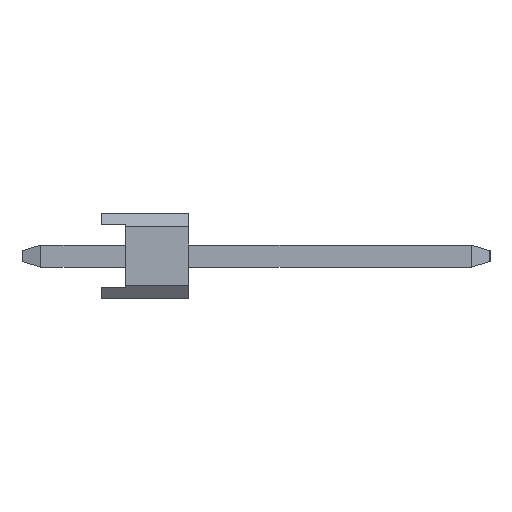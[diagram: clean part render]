
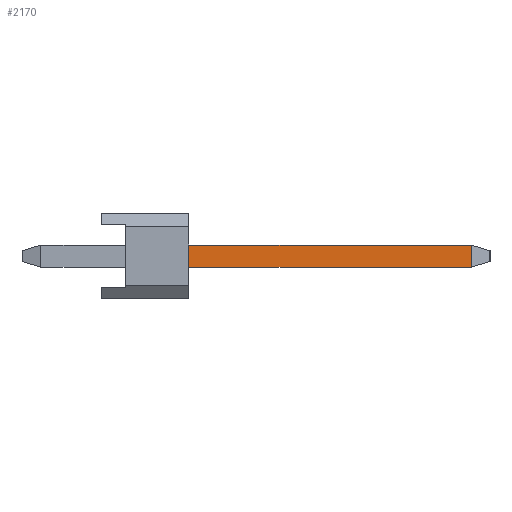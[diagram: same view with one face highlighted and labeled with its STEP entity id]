
A CAD part, left-side view. The second image highlights one B-rep face of the part: STEP entity #2170.
In plain terms, the highlighted planar face has unit normal (-1, 0, 0).
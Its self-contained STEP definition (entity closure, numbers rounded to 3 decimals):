
#1884=EDGE_CURVE('',#5488,#4694,#5579,.T.);
#2170=ADVANCED_FACE('',(#5892),#5893,.T.);
#2380=EDGE_CURVE('',#4694,#2462,#6132,.T.);
#2462=VERTEX_POINT('',#6221);
#2604=EDGE_CURVE('',#2984,#5488,#6378,.T.);
#2984=VERTEX_POINT('',#6798);
#3248=EDGE_CURVE('',#2462,#2984,#7088,.T.);
#4694=VERTEX_POINT('',#8678);
#5488=VERTEX_POINT('',#9564);
#5579=LINE('',#9653,#9654);
#5892=FACE_OUTER_BOUND('',#10113,.T.);
#5893=PLANE('',#10114);
#6132=LINE('',#10452,#10453);
#6221=CARTESIAN_POINT('',(-14.29,-10.744,0.32));
#6378=LINE('',#10802,#10803);
#6798=CARTESIAN_POINT('',(-14.29,-10.744,-0.32));
#7088=LINE('',#11832,#11833);
#8678=CARTESIAN_POINT('',(-14.29,-2.54,0.32));
#9564=CARTESIAN_POINT('',(-14.29,-2.54,-0.32));
#9653=CARTESIAN_POINT('',(-14.29,-2.54,0.252));
#9654=VECTOR('',#15515,1.0);
#10113=EDGE_LOOP('',(#15812,#15813,#15814,#15815));
#10114=AXIS2_PLACEMENT_3D('',#15816,#15817,#15818);
#10452=CARTESIAN_POINT('',(-14.29,-4.49,0.32));
#10453=VECTOR('',#16148,1.0);
#10802=CARTESIAN_POINT('',(-14.29,1.764,-0.32));
#10803=VECTOR('',#16380,1.0);
#11832=CARTESIAN_POINT('',(-14.29,-10.744,0.5));
#11833=VECTOR('',#17098,1.0);
#15515=DIRECTION('',(0.,0.,1.0));
#15812=ORIENTED_EDGE('',*,*,#1884,.F.);
#15813=ORIENTED_EDGE('',*,*,#2604,.F.);
#15814=ORIENTED_EDGE('',*,*,#3248,.F.);
#15815=ORIENTED_EDGE('',*,*,#2380,.F.);
#15816=CARTESIAN_POINT('',(-14.29,1.764,0.5));
#15817=DIRECTION('',(-1.0,0.,0.));
#15818=DIRECTION('',(0.,1.0,0.));
#16148=DIRECTION('',(0.,-1.0,0.));
#16380=DIRECTION('',(0.,1.0,0.));
#17098=DIRECTION('',(0.0,0.,-1.0));
